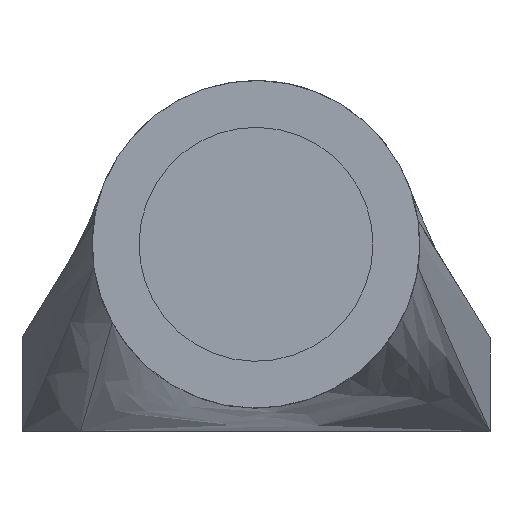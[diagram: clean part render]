
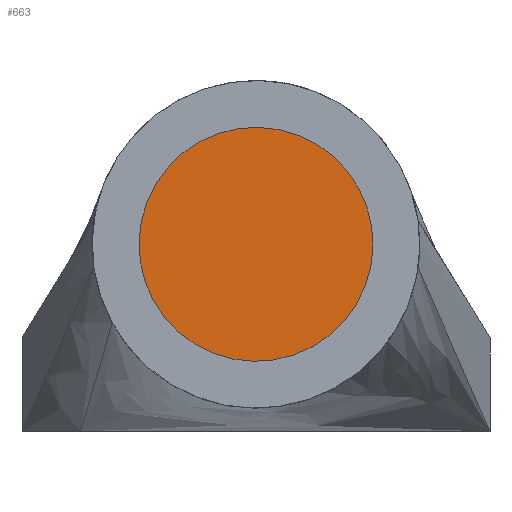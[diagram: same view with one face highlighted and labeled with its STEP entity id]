
A CAD part, front view. The second image highlights one B-rep face of the part: STEP entity #663.
In plain terms, the highlighted planar face has unit normal (0, -1, 0).
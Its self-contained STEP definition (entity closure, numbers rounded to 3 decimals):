
#535=AXIS2_PLACEMENT_3D('Circle Axis2P3D',#533,#534,$) ;
#571=AXIS2_PLACEMENT_3D('Circle Axis2P3D',#569,#570,$) ;
#657=AXIS2_PLACEMENT_3D('Plane Axis2P3D',#654,#655,#656) ;
#533=CARTESIAN_POINT('Axis2P3D Location',(10.,18.7,8.)) ;
#537=CARTESIAN_POINT('Vertex',(14.388,18.7,10.397)) ;
#539=CARTESIAN_POINT('Vertex',(5.612,18.7,5.603)) ;
#569=CARTESIAN_POINT('Axis2P3D Location',(10.,18.7,8.)) ;
#654=CARTESIAN_POINT('Axis2P3D Location',(15.,18.7,8.)) ;
#534=DIRECTION('Axis2P3D Direction',(0.,-1.,0.)) ;
#570=DIRECTION('Axis2P3D Direction',(0.,-1.,0.)) ;
#655=DIRECTION('Axis2P3D Direction',(0.,-1.,0.)) ;
#656=DIRECTION('Axis2P3D XDirection',(1.,0.,0.)) ;
#660=ORIENTED_EDGE('',*,*,#541,.T.) ;
#661=ORIENTED_EDGE('',*,*,#573,.T.) ;
#663=ADVANCED_FACE('S3D',(#662),#658,.T.) ;
#536=CIRCLE('generated circle',#535,5.) ;
#572=CIRCLE('generated circle',#571,5.) ;
#541=EDGE_CURVE('',#538,#540,#536,.T.) ;
#573=EDGE_CURVE('',#540,#538,#572,.T.) ;
#659=EDGE_LOOP('',(#660,#661)) ;
#662=FACE_OUTER_BOUND('',#659,.T.) ;
#658=PLANE('',#657) ;
#538=VERTEX_POINT('',#537) ;
#540=VERTEX_POINT('',#539) ;
